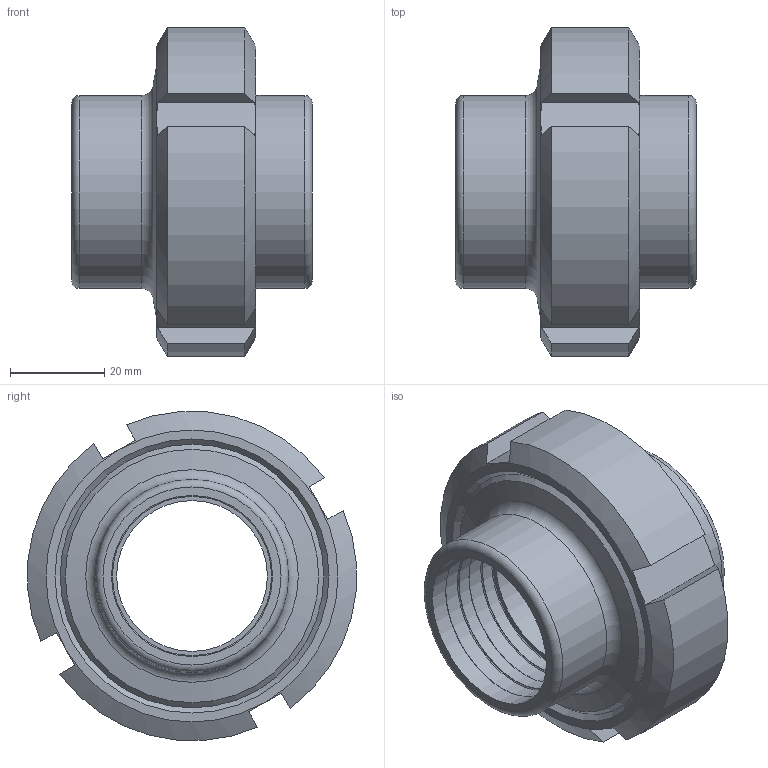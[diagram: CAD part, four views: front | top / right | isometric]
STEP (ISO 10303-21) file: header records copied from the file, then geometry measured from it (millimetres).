
FILE_DESCRIPTION(/* description */ (''),/* implementation_level */ '2;1');
FILE_NAME(/* name */ '20124032000.stp',/* time_stamp */ '2016-03-04T09:04:27+01:00',/* author */ ('Struska'),/* organization */ ('BUPOSPOL'),/* preprocessor_version */ 'ST-DEVELOPER v15.6',/* originating_system */ 'Autodesk Inventor 2015',/* authorisation */ '');
FILE_SCHEMA (('CONFIG_CONTROL_DESIGN'));
Length unit declared in the file: millimetre
Products named in the file (1): 20124032000
Bounding box: 51 x 69.81 x 69.81 mm (x, y, z)
Volume: 66222.1 mm3; surface area: 26252.2 mm2
Topology: 1 solids, 2 shells, 84 faces, 173 edges, 107 vertices
Faces by surface type: plane 30, cylinder 21, cone 17, torus 16
Full cylindrical faces by diameter (mm): 32 x2, 34.2 x6, 34.8 x4, 36 x1, 41 x2, 42 x1, 58 x1
Entity records: 2026 total; most frequent: CARTESIAN_POINT 371, DIRECTION 336, ORIENTED_EDGE 246, AXIS2_PLACEMENT_3D 160, EDGE_LOOP 144, EDGE_CURVE 123, VERTEX_POINT 99, STYLED_ITEM 85
